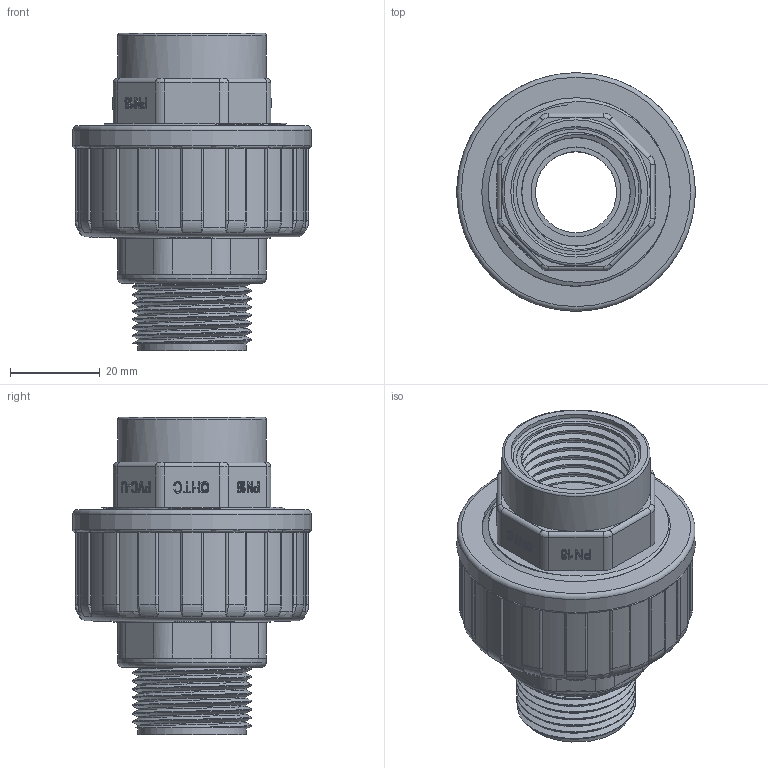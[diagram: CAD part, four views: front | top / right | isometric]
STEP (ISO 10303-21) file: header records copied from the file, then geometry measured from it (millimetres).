
FILE_DESCRIPTION(/* description */ (''),/* implementation_level */ '2;1');
FILE_NAME(/* name */ 'V1F025.stp',/* time_stamp */ '2025-03-29T15:27:34+08:00',/* author */ (''),/* organization */ (''),/* preprocessor_version */ 'ST-DEVELOPER v16',/* originating_system */ 'SIEMENS PLM Software NX 10.0',/* authorisation */ '');
FILE_SCHEMA (('AUTOMOTIVE_DESIGN { 1 0 10303 214 3 1 1 1 }'));
Length unit declared in the file: millimetre
Products named in the file (1): gelv1774380Bv02q
Bounding box: 53 x 53 x 70.5 mm (x, y, z)
Volume: 62441.8 mm3; surface area: 31606.3 mm2
Topology: 4 solids, 4 shells, 909 faces, 2401 edges, 1567 vertices
Faces by surface type: plane 438, extrusion 247, cylinder 150, bspline 43, torus 31
Full cylindrical faces by diameter (mm): 1.243 x1, 1.657 x1, 2 x1, 3 x1, 18 x1, 20 x1, 24 x1, 24.117 x8, 26.441 x7, 29 x1, 32 x1, 33 x2, 34.8 x1, 35.2 x1, 38.5 x1, 38.952 x6, 41.91 x8, 53 x1
Entity records: 37743 total; most frequent: CARTESIAN_POINT 18450, ORIENTED_EDGE 4556, DIRECTION 2790, EDGE_CURVE 2278, VERTEX_POINT 1500, B_SPLINE_CURVE_WITH_KNOTS 1471, VECTOR 994, EDGE_LOOP 979
